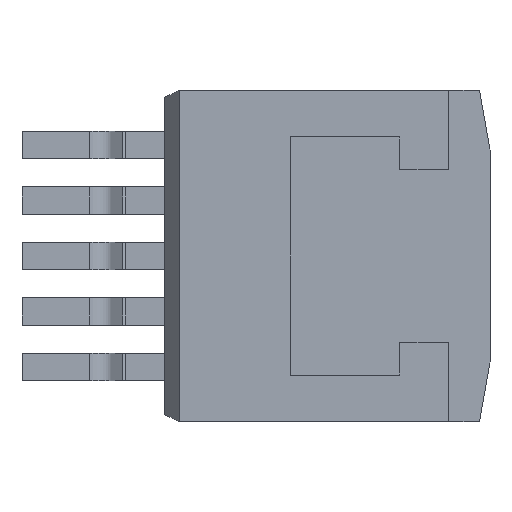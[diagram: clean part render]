
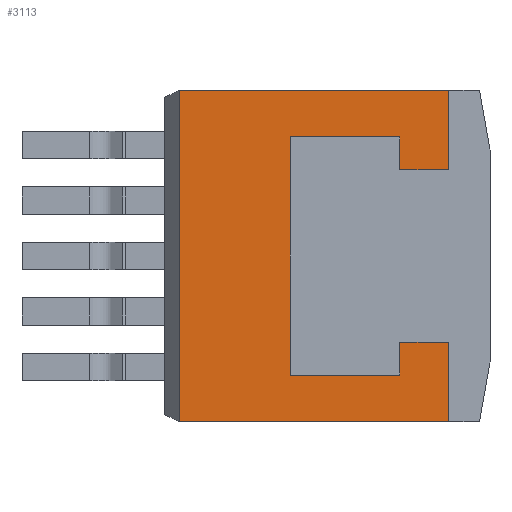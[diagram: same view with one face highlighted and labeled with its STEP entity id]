
A CAD part, front view. The second image highlights one B-rep face of the part: STEP entity #3113.
In plain terms, the highlighted planar face has unit normal (0, -1, 0).
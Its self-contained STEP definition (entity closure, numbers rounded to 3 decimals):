
#53 = CARTESIAN_POINT ( 'NONE',  ( 4.405, 0., 3.65 ) ) ;
#95 = DIRECTION ( 'NONE',  ( 0., 0., -1. ) ) ;
#116 = LINE ( 'NONE', #1289, #1437 ) ;
#150 = DIRECTION ( 'NONE',  ( 0., 0., -1. ) ) ;
#159 = VECTOR ( 'NONE', #586, 1000. ) ;
#161 = CARTESIAN_POINT ( 'NONE',  ( 1.055, 0., -3.65 ) ) ;
#178 = LINE ( 'NONE', #2332, #687 ) ;
#199 = CARTESIAN_POINT ( 'NONE',  ( -2.354, 0., -5.08 ) ) ;
#200 = VERTEX_POINT ( 'NONE', #2876 ) ;
#278 = ORIENTED_EDGE ( 'NONE', *, *, #590, .T. ) ;
#315 = ORIENTED_EDGE ( 'NONE', *, *, #3052, .T. ) ;
#440 = DIRECTION ( 'NONE',  ( 1., 0., 0. ) ) ;
#453 = ORIENTED_EDGE ( 'NONE', *, *, #2374, .F. ) ;
#454 = DIRECTION ( 'NONE',  ( 0., 0., 1. ) ) ;
#525 = DIRECTION ( 'NONE',  ( 0., 1., 0. ) ) ;
#554 = CARTESIAN_POINT ( 'NONE',  ( 4.405, 0., 2.65 ) ) ;
#562 = LINE ( 'NONE', #1727, #3017 ) ;
#563 = ORIENTED_EDGE ( 'NONE', *, *, #2660, .T. ) ;
#586 = DIRECTION ( 'NONE',  ( 1., 0., 0. ) ) ;
#590 = EDGE_CURVE ( 'NONE', #2745, #2889, #116, .T. ) ;
#614 = VERTEX_POINT ( 'NONE', #554 ) ;
#623 = VECTOR ( 'NONE', #440, 1000. ) ;
#681 = LINE ( 'NONE', #2662, #623 ) ;
#687 = VECTOR ( 'NONE', #95, 1000. ) ;
#723 = VERTEX_POINT ( 'NONE', #161 ) ;
#834 = VERTEX_POINT ( 'NONE', #2133 ) ;
#841 = ORIENTED_EDGE ( 'NONE', *, *, #2284, .T. ) ;
#875 = DIRECTION ( 'NONE',  ( 0., 0., -1. ) ) ;
#914 = DIRECTION ( 'NONE',  ( -1., 0., 0. ) ) ;
#936 = EDGE_CURVE ( 'NONE', #723, #2745, #1963, .T. ) ;
#944 = EDGE_CURVE ( 'NONE', #834, #200, #681, .T. ) ;
#1039 = CARTESIAN_POINT ( 'NONE',  ( 4.405, 0., -3.65 ) ) ;
#1074 = CARTESIAN_POINT ( 'NONE',  ( 5.905, 0., -2.65 ) ) ;
#1172 = CARTESIAN_POINT ( 'NONE',  ( 1.055, 0., -3.65 ) ) ;
#1187 = ORIENTED_EDGE ( 'NONE', *, *, #1731, .T. ) ;
#1236 = ORIENTED_EDGE ( 'NONE', *, *, #1684, .T. ) ;
#1246 = CARTESIAN_POINT ( 'NONE',  ( 1.055, 0., 3.65 ) ) ;
#1289 = CARTESIAN_POINT ( 'NONE',  ( 1.055, 0., 3.65 ) ) ;
#1314 = LINE ( 'NONE', #1606, #1360 ) ;
#1360 = VECTOR ( 'NONE', #2112, 1000. ) ;
#1392 = LINE ( 'NONE', #2383, #1623 ) ;
#1437 = VECTOR ( 'NONE', #2279, 1000. ) ;
#1445 = CARTESIAN_POINT ( 'NONE',  ( 5.905, 0., -5.08 ) ) ;
#1502 = EDGE_CURVE ( 'NONE', #200, #2724, #1314, .T. ) ;
#1514 = VERTEX_POINT ( 'NONE', #2589 ) ;
#1519 = DIRECTION ( 'NONE',  ( -1., 0., 0. ) ) ;
#1542 = CARTESIAN_POINT ( 'NONE',  ( 4.405, 0., 2.65 ) ) ;
#1606 = CARTESIAN_POINT ( 'NONE',  ( 5.905, 0., 5.08 ) ) ;
#1610 = LINE ( 'NONE', #2388, #2956 ) ;
#1623 = VECTOR ( 'NONE', #150, 1000. ) ;
#1684 = EDGE_CURVE ( 'NONE', #1514, #2687, #2428, .T. ) ;
#1727 = CARTESIAN_POINT ( 'NONE',  ( 5.905, 0., -2.65 ) ) ;
#1731 = EDGE_CURVE ( 'NONE', #2709, #2184, #1392, .T. ) ;
#1733 = CARTESIAN_POINT ( 'NONE',  ( 4.405, 0., -2.65 ) ) ;
#1950 = ORIENTED_EDGE ( 'NONE', *, *, #2013, .T. ) ;
#1963 = LINE ( 'NONE', #1172, #2692 ) ;
#1993 = CARTESIAN_POINT ( 'NONE',  ( 5.905, 0., 2.65 ) ) ;
#2013 = EDGE_CURVE ( 'NONE', #834, #1514, #178, .T. ) ;
#2112 = DIRECTION ( 'NONE',  ( 0., 0., -1. ) ) ;
#2133 = CARTESIAN_POINT ( 'NONE',  ( -2.354, 0., 5.08 ) ) ;
#2148 = LINE ( 'NONE', #2853, #2400 ) ;
#2184 = VERTEX_POINT ( 'NONE', #1039 ) ;
#2187 = DIRECTION ( 'NONE',  ( 1., 0., 0. ) ) ;
#2255 = VERTEX_POINT ( 'NONE', #1074 ) ;
#2272 = ORIENTED_EDGE ( 'NONE', *, *, #3184, .T. ) ;
#2279 = DIRECTION ( 'NONE',  ( 1., 0., 0. ) ) ;
#2284 = EDGE_CURVE ( 'NONE', #614, #2724, #2497, .T. ) ;
#2291 = VECTOR ( 'NONE', #914, 1000. ) ;
#2332 = CARTESIAN_POINT ( 'NONE',  ( -2.354, 0., 5.08 ) ) ;
#2344 = ORIENTED_EDGE ( 'NONE', *, *, #944, .F. ) ;
#2357 = DIRECTION ( 'NONE',  ( 0., 0., -1. ) ) ;
#2374 = EDGE_CURVE ( 'NONE', #2255, #2687, #1610, .T. ) ;
#2383 = CARTESIAN_POINT ( 'NONE',  ( 4.405, 0., -2.65 ) ) ;
#2388 = CARTESIAN_POINT ( 'NONE',  ( 5.905, 0., 5.08 ) ) ;
#2400 = VECTOR ( 'NONE', #875, 1000. ) ;
#2428 = LINE ( 'NONE', #199, #3074 ) ;
#2497 = LINE ( 'NONE', #1542, #159 ) ;
#2536 = CARTESIAN_POINT ( 'NONE',  ( -2.354, 0., 5.08 ) ) ;
#2583 = EDGE_LOOP ( 'NONE', ( #2272, #1187, #563, #2760, #278, #315, #841, #3034, #2344, #1950, #1236, #453 ) ) ;
#2589 = CARTESIAN_POINT ( 'NONE',  ( -2.354, 0., -5.08 ) ) ;
#2643 = CARTESIAN_POINT ( 'NONE',  ( 4.405, 0., -3.65 ) ) ;
#2660 = EDGE_CURVE ( 'NONE', #2184, #723, #2874, .T. ) ;
#2662 = CARTESIAN_POINT ( 'NONE',  ( -2.354, 0., 5.08 ) ) ;
#2687 = VERTEX_POINT ( 'NONE', #1445 ) ;
#2692 = VECTOR ( 'NONE', #454, 1000. ) ;
#2709 = VERTEX_POINT ( 'NONE', #1733 ) ;
#2717 = DIRECTION ( 'NONE',  ( -1., 0., 0. ) ) ;
#2724 = VERTEX_POINT ( 'NONE', #1993 ) ;
#2745 = VERTEX_POINT ( 'NONE', #1246 ) ;
#2760 = ORIENTED_EDGE ( 'NONE', *, *, #936, .T. ) ;
#2853 = CARTESIAN_POINT ( 'NONE',  ( 4.405, 0., 3.65 ) ) ;
#2874 = LINE ( 'NONE', #2643, #2291 ) ;
#2876 = CARTESIAN_POINT ( 'NONE',  ( 5.905, 0., 5.08 ) ) ;
#2889 = VERTEX_POINT ( 'NONE', #53 ) ;
#2956 = VECTOR ( 'NONE', #2357, 1000. ) ;
#2995 = FACE_OUTER_BOUND ( 'NONE', #2583, .T. ) ;
#3010 = PLANE ( 'NONE',  #3222 ) ;
#3017 = VECTOR ( 'NONE', #2717, 1000. ) ;
#3034 = ORIENTED_EDGE ( 'NONE', *, *, #1502, .F. ) ;
#3052 = EDGE_CURVE ( 'NONE', #2889, #614, #2148, .T. ) ;
#3074 = VECTOR ( 'NONE', #2187, 1000. ) ;
#3113 = ADVANCED_FACE ( 'NONE', ( #2995 ), #3010, .F. ) ;
#3184 = EDGE_CURVE ( 'NONE', #2255, #2709, #562, .T. ) ;
#3222 = AXIS2_PLACEMENT_3D ( 'NONE', #2536, #525, #1519 ) ;
